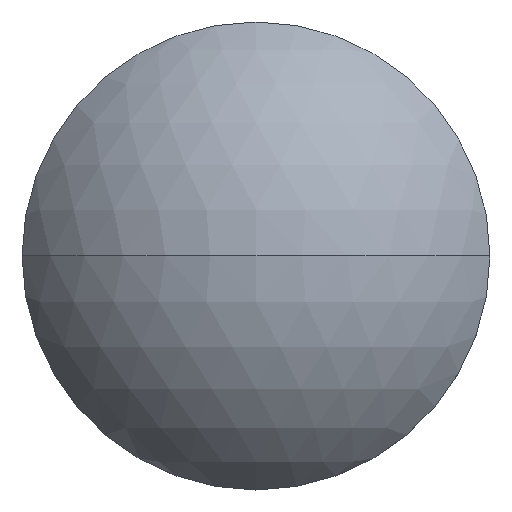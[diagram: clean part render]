
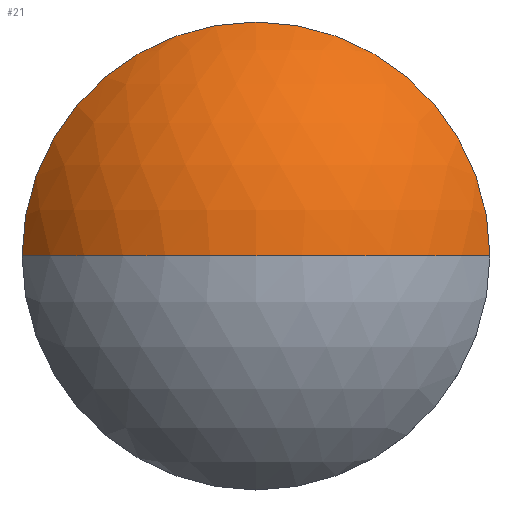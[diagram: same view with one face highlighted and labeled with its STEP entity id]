
A CAD part, top view. The second image highlights one B-rep face of the part: STEP entity #21.
In plain terms, the highlighted spherical face has radius 7.444 mm.
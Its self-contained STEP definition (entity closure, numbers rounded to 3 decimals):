
#6 = EDGE_CURVE ( 'NONE', #61, #165, #167, .T. ) ;
#9 = ORIENTED_EDGE ( 'NONE', *, *, #182, .T. ) ;
#16 = DIRECTION ( 'NONE',  ( 0., -1., 0. ) ) ;
#19 = CARTESIAN_POINT ( 'NONE',  ( 0., 0., 5. ) ) ;
#20 = DIRECTION ( 'NONE',  ( 0., 0., 1. ) ) ;
#21 = ADVANCED_FACE ( 'NONE', ( #111 ), #181, .T. ) ;
#32 = DIRECTION ( 'NONE',  ( 0., 1., 0. ) ) ;
#33 = DIRECTION ( 'NONE',  ( 0., 0., 1. ) ) ;
#61 = VERTEX_POINT ( 'NONE', #94 ) ;
#70 = DIRECTION ( 'NONE',  ( 1., 0., 0. ) ) ;
#75 = ORIENTED_EDGE ( 'NONE', *, *, #6, .F. ) ;
#77 = AXIS2_PLACEMENT_3D ( 'NONE', #84, #33, #155 ) ;
#83 = CARTESIAN_POINT ( 'NONE',  ( -6.25, 0., 1.6 ) ) ;
#84 = CARTESIAN_POINT ( 'NONE',  ( 0., 0., 1.6 ) ) ;
#93 = CIRCLE ( 'NONE', #214, 7.444 ) ;
#94 = CARTESIAN_POINT ( 'NONE',  ( 6.25, 0., 1.6 ) ) ;
#111 = FACE_OUTER_BOUND ( 'NONE', #152, .T. ) ;
#130 = CARTESIAN_POINT ( 'NONE',  ( 0., 0., -2.444 ) ) ;
#133 = CARTESIAN_POINT ( 'NONE',  ( 0., 0., -2.444 ) ) ;
#137 = CARTESIAN_POINT ( 'NONE',  ( 0., 0., -2.444 ) ) ;
#152 = EDGE_LOOP ( 'NONE', ( #75, #9, #160 ) ) ;
#155 = DIRECTION ( 'NONE',  ( 1., 0., 0. ) ) ;
#160 = ORIENTED_EDGE ( 'NONE', *, *, #186, .T. ) ;
#165 = VERTEX_POINT ( 'NONE', #19 ) ;
#167 = CIRCLE ( 'NONE', #168, 7.444 ) ;
#168 = AXIS2_PLACEMENT_3D ( 'NONE', #133, #16, #70 ) ;
#176 = CIRCLE ( 'NONE', #77, 6.25 ) ;
#181 = SPHERICAL_SURFACE ( 'NONE', #200, 7.444 ) ;
#182 = EDGE_CURVE ( 'NONE', #61, #209, #176, .T. ) ;
#186 = EDGE_CURVE ( 'NONE', #209, #165, #93, .T. ) ;
#195 = DIRECTION ( 'NONE',  ( -1., 0., 0. ) ) ;
#198 = DIRECTION ( 'NONE',  ( 0., -1., 0. ) ) ;
#200 = AXIS2_PLACEMENT_3D ( 'NONE', #130, #198, #195 ) ;
#209 = VERTEX_POINT ( 'NONE', #83 ) ;
#214 = AXIS2_PLACEMENT_3D ( 'NONE', #137, #32, #20 ) ;
